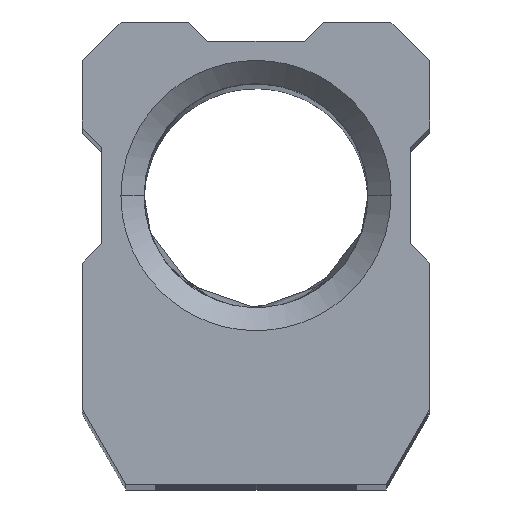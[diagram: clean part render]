
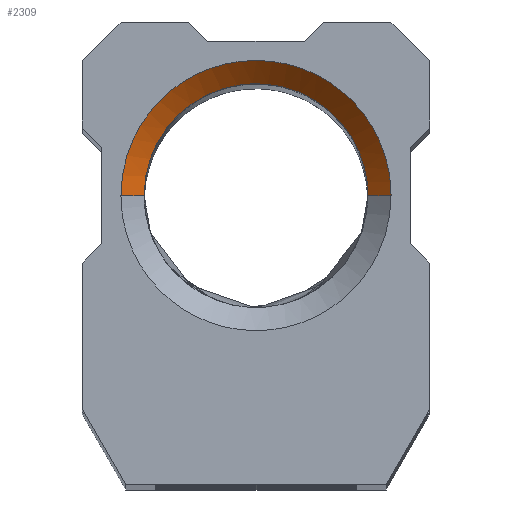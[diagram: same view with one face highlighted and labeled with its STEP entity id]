
A CAD part, top view. The second image highlights one B-rep face of the part: STEP entity #2309.
In plain terms, the highlighted free-form (B-spline) face has degree [1, 3] with [2, 7] control points.
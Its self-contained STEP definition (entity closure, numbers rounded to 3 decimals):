
#51 = CARTESIAN_POINT ( 'NONE',  ( -1.831, 21.824, 0. ) ) ;
#250 = CARTESIAN_POINT ( 'NONE',  ( -7.005, 19.103, 0. ) ) ;
#293 = CARTESIAN_POINT ( 'NONE',  ( 5.805, 18.4, -1.2 ) ) ;
#330 = CARTESIAN_POINT ( 'NONE',  ( -3.531, 21.12, 0. ) ) ;
#352 = FACE_OUTER_BOUND ( 'NONE', #1820, .T. ) ;
#473 = CARTESIAN_POINT ( 'NONE',  ( -3.4, 20.805, -1.2 ) ) ;
#597 = CARTESIAN_POINT ( 'NONE',  ( -4.303, 20.604, 0. ) ) ;
#635 = CARTESIAN_POINT ( 'NONE',  ( 7.005, 15., 0. ) ) ;
#692 = CARTESIAN_POINT ( 'NONE',  ( -5.805, 15., -1.2 ) ) ;
#729 = CARTESIAN_POINT ( 'NONE',  ( -5.805, 15., -1.2 ) ) ;
#789 = VERTEX_POINT ( 'NONE', #692 ) ;
#860 = CARTESIAN_POINT ( 'NONE',  ( 1.831, 21.824, 0. ) ) ;
#897 = CARTESIAN_POINT ( 'NONE',  ( -7.005, 15., 0. ) ) ;
#898 = CARTESIAN_POINT ( 'NONE',  ( -5.805, 18.4, -1.2 ) ) ;
#1004 = CARTESIAN_POINT ( 'NONE',  ( -5.805, 18.4, -1.2 ) ) ;
#1130 = CARTESIAN_POINT ( 'NONE',  ( 5.805, 15., -1.2 ) ) ;
#1132 = CARTESIAN_POINT ( 'NONE',  ( 3.531, 21.12, 0. ) ) ;
#1145 = CARTESIAN_POINT ( 'NONE',  ( 0.92, 22.005, 0. ) ) ;
#1271 = CARTESIAN_POINT ( 'NONE',  ( 0., 22.005, 0. ) ) ;
#1381 =( BOUNDED_SURFACE ( )  B_SPLINE_SURFACE ( 1, 3, ( 
 ( #1816, #1562, #1850, #2382, #473, #1004, #729 ),
 ( #2945, #2411, #2698, #1271, #1611, #250, #3585 ) ),
 .UNSPECIFIED., .F., .F., .F. ) 
 B_SPLINE_SURFACE_WITH_KNOTS ( ( 2, 2 ),
 ( 4, 3, 4 ),
 ( 0., 1. ),
 ( 0., 0.5, 1. ),
 .UNSPECIFIED. ) 
 GEOMETRIC_REPRESENTATION_ITEM ( )  RATIONAL_B_SPLINE_SURFACE ( (
 ( 1., 0.805, 0.805, 1., 0.805, 0.805, 1.),
 ( 1., 0.805, 0.805, 1., 0.805, 0.805, 1.) ) ) 
 REPRESENTATION_ITEM ( '' )  SURFACE ( )  );
#1382 = ORIENTED_EDGE ( 'NONE', *, *, #2517, .T. ) ;
#1416 = CARTESIAN_POINT ( 'NONE',  ( 5.805, 15., -1.2 ) ) ;
#1450 = CARTESIAN_POINT ( 'NONE',  ( -3.4, 20.805, -1.2 ) ) ;
#1562 = CARTESIAN_POINT ( 'NONE',  ( 5.805, 18.4, -1.2 ) ) ;
#1611 = CARTESIAN_POINT ( 'NONE',  ( -4.103, 22.005, 0. ) ) ;
#1634 = CARTESIAN_POINT ( 'NONE',  ( 3.4, 20.805, -1.2 ) ) ;
#1688 = VERTEX_POINT ( 'NONE', #2522 ) ;
#1693 = CARTESIAN_POINT ( 'NONE',  ( 6.12, 18.531, 0. ) ) ;
#1751 = B_SPLINE_CURVE_WITH_KNOTS ( 'NONE', 1,
 ( #2549, #2237 ),
 .UNSPECIFIED., .F., .F.,
 ( 2, 2 ),
 ( -1., 0. ),
 .UNSPECIFIED. ) ;
#1816 = CARTESIAN_POINT ( 'NONE',  ( 5.805, 15., -1.2 ) ) ;
#1820 = EDGE_LOOP ( 'NONE', ( #1382, #2930, #2302, #1979 ) ) ;
#1850 = CARTESIAN_POINT ( 'NONE',  ( 3.4, 20.805, -1.2 ) ) ;
#1960 = CARTESIAN_POINT ( 'NONE',  ( -5.805, 15., -1.2 ) ) ;
#1961 = CARTESIAN_POINT ( 'NONE',  ( 6.824, 16.831, 0. ) ) ;
#1979 = ORIENTED_EDGE ( 'NONE', *, *, #2807, .T. ) ;
#1992 = CARTESIAN_POINT ( 'NONE',  ( 4.303, 20.604, 0. ) ) ;
#2007 = CARTESIAN_POINT ( 'NONE',  ( -7.005, 15.92, 0. ) ) ;
#2237 = CARTESIAN_POINT ( 'NONE',  ( -5.805, 15., -1.2 ) ) ;
#2273 = CARTESIAN_POINT ( 'NONE',  ( -6.824, 16.831, 0. ) ) ;
#2283 = CARTESIAN_POINT ( 'NONE',  ( -7.005, 15., 0. ) ) ;
#2302 = ORIENTED_EDGE ( 'NONE', *, *, #3280, .T. ) ;
#2309 = ADVANCED_FACE ( 'NONE', ( #352 ), #1381, .T. ) ;
#2382 = CARTESIAN_POINT ( 'NONE',  ( 0., 20.805, -1.2 ) ) ;
#2411 = CARTESIAN_POINT ( 'NONE',  ( 7.005, 19.103, 0. ) ) ;
#2464 = VERTEX_POINT ( 'NONE', #2723 ) ;
#2513 = CARTESIAN_POINT ( 'NONE',  ( -5.604, 19.303, 0. ) ) ;
#2517 = EDGE_CURVE ( 'NONE', #2464, #1688, #2651, .T. ) ;
#2522 = CARTESIAN_POINT ( 'NONE',  ( 7.005, 15., 0. ) ) ;
#2523 = CARTESIAN_POINT ( 'NONE',  ( 7.005, 15.92, 0. ) ) ;
#2549 = CARTESIAN_POINT ( 'NONE',  ( -7.005, 15., 0. ) ) ;
#2555 = CARTESIAN_POINT ( 'NONE',  ( -6.12, 18.531, 0. ) ) ;
#2626 = EDGE_CURVE ( 'NONE', #3304, #1688, #3446, .T. ) ;
#2651 = B_SPLINE_CURVE_WITH_KNOTS ( 'NONE', 1,
 ( #1416, #3365 ),
 .UNSPECIFIED., .F., .F.,
 ( 2, 2 ),
 ( -1., 0. ),
 .UNSPECIFIED. ) ;
#2698 = CARTESIAN_POINT ( 'NONE',  ( 4.103, 22.005, 0. ) ) ;
#2723 = CARTESIAN_POINT ( 'NONE',  ( 5.805, 15., -1.2 ) ) ;
#2807 = EDGE_CURVE ( 'NONE', #789, #2464, #2904, .T. ) ;
#2904 =( BOUNDED_CURVE ( )  B_SPLINE_CURVE ( 3, ( #1960, #898, #1450, #3308, #1634, #293, #1130 ),
 .UNSPECIFIED., .F., .F. ) 
 B_SPLINE_CURVE_WITH_KNOTS ( ( 4, 3, 4 ),
 ( -3.142, -1.571, 0. ),
 .UNSPECIFIED. ) 
 CURVE ( )  GEOMETRIC_REPRESENTATION_ITEM ( )  RATIONAL_B_SPLINE_CURVE ( ( 1., 0.805, 0.805, 1., 0.805, 0.805, 1. ) ) 
 REPRESENTATION_ITEM ( '' )  );
#2930 = ORIENTED_EDGE ( 'NONE', *, *, #2626, .F. ) ;
#2945 = CARTESIAN_POINT ( 'NONE',  ( 7.005, 15., 0. ) ) ;
#3073 = CARTESIAN_POINT ( 'NONE',  ( 5.604, 19.303, 0. ) ) ;
#3280 = EDGE_CURVE ( 'NONE', #3304, #789, #1751, .T. ) ;
#3304 = VERTEX_POINT ( 'NONE', #897 ) ;
#3308 = CARTESIAN_POINT ( 'NONE',  ( 0., 20.805, -1.2 ) ) ;
#3365 = CARTESIAN_POINT ( 'NONE',  ( 7.005, 15., 0. ) ) ;
#3403 = CARTESIAN_POINT ( 'NONE',  ( -0.92, 22.005, 0. ) ) ;
#3446 = B_SPLINE_CURVE_WITH_KNOTS ( 'NONE', 3,
 ( #2283, #2007, #2273, #2555, #2513, #597, #330, #51, #3403, #1145, #860, #1132, #1992, #3073, #1693, #1961, #2523, #635 ),
 .UNSPECIFIED., .F., .F.,
 ( 4, 2, 2, 2, 2, 2, 2, 2, 4 ),
 ( 0., 0.393, 0.785, 1.178, 1.571, 1.963, 2.356, 2.749, 3.142 ),
 .UNSPECIFIED. ) ;
#3585 = CARTESIAN_POINT ( 'NONE',  ( -7.005, 15., 0. ) ) ;
